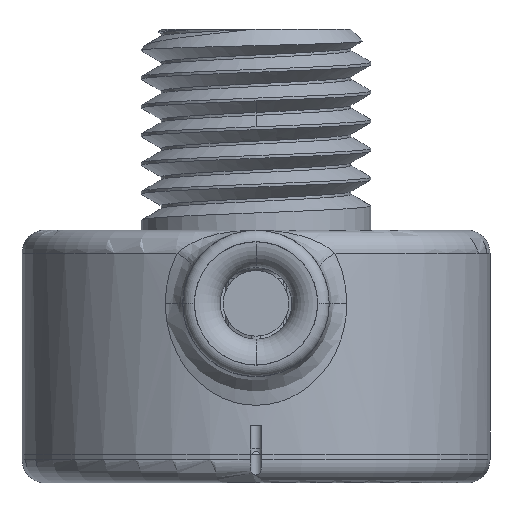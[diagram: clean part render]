
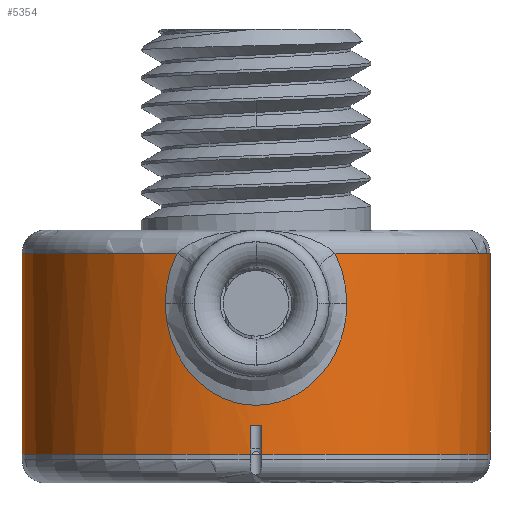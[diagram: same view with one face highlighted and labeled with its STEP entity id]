
A CAD part, front view. The second image highlights one B-rep face of the part: STEP entity #5354.
In plain terms, the highlighted cylindrical face has radius 8.15 mm (diameter 16.3 mm), a partial arc.
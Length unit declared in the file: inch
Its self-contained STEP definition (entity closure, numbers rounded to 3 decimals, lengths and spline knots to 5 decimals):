
#16=CARTESIAN_POINT('',(0.,0.,-0.30709));
#17=DIRECTION('',(0.,0.,1.));
#18=DIRECTION('',(0.338,-0.941,0.));
#19=AXIS2_PLACEMENT_3D('',#16,#17,#18);
#21=CARTESIAN_POINT('',(0.10831,-0.30203,
-0.30709));
#63=CARTESIAN_POINT('',(0.12449,-0.29573,
-0.37598));
#64=CARTESIAN_POINT('',(0.12449,-0.29573,
-0.37259));
#65=CARTESIAN_POINT('',(0.12427,-0.29582,
-0.36582));
#66=CARTESIAN_POINT('',(0.12328,-0.29624,
-0.35566));
#67=CARTESIAN_POINT('',(0.12162,-0.29693,
-0.34556));
#68=CARTESIAN_POINT('',(0.1193,-0.29787,
-0.33559));
#69=CARTESIAN_POINT('',(0.11631,-0.29905,
-0.3258));
#70=CARTESIAN_POINT('',(0.11267,-0.30044,
-0.31625));
#71=CARTESIAN_POINT('',(0.10984,-0.30149,
-0.31011));
#72=CARTESIAN_POINT('',(0.10831,-0.30203,
-0.30709));
#90=CARTESIAN_POINT('',(0.,0.,-0.58268));
#91=DIRECTION('',(0.,0.,-1.));
#92=DIRECTION('',(-0.025,-1.,0.));
#93=AXIS2_PLACEMENT_3D('',#90,#91,#92);
#95=DIRECTION('',(0.,0.,1.));
#96=VECTOR('',#95,0.27559);
#97=CARTESIAN_POINT('',(-0.32087,0.,-0.58268));
#98=LINE('',#97,#96);
#99=CARTESIAN_POINT('',(0.,0.,-0.58268));
#100=DIRECTION('',(0.,0.,-1.));
#101=DIRECTION('',(1.,0.,0.));
#102=AXIS2_PLACEMENT_3D('',#99,#100,#101);
#104=DIRECTION('',(0.,0.,1.));
#105=VECTOR('',#104,0.03937);
#106=CARTESIAN_POINT('',(0.00787,-0.32077,
-0.58268));
#107=LINE('',#106,#105);
#108=DIRECTION('',(0.,0.,1.));
#109=VECTOR('',#108,0.03937);
#110=CARTESIAN_POINT('',(-0.00787,-0.32077,
-0.58268));
#111=LINE('',#110,#109);
#120=DIRECTION('',(0.,0.,1.));
#121=VECTOR('',#120,0.27559);
#122=CARTESIAN_POINT('',(0.32087,0.,-0.58268));
#123=LINE('',#122,#121);
#268=CARTESIAN_POINT('',(0.,0.,-0.54331));
#269=DIRECTION('',(0.,0.,1.));
#270=DIRECTION('',(-0.025,-1.,0.));
#271=AXIS2_PLACEMENT_3D('',#268,#269,#270);
#363=CARTESIAN_POINT('',(0.,0.,-0.30709));
#364=DIRECTION('',(0.,0.,1.));
#365=DIRECTION('',(-1.,0.,0.));
#366=AXIS2_PLACEMENT_3D('',#363,#364,#365);
#468=CARTESIAN_POINT('',(-0.12449,-0.29573,
-0.37598));
#469=CARTESIAN_POINT('',(-0.12449,-0.29573,
-0.37948));
#470=CARTESIAN_POINT('',(-0.12426,-0.29583,
-0.38647));
#471=CARTESIAN_POINT('',(-0.1232,-0.29627,
-0.39696));
#472=CARTESIAN_POINT('',(-0.12143,-0.297,
-0.40737));
#473=CARTESIAN_POINT('',(-0.11895,-0.29801,
-0.41765));
#474=CARTESIAN_POINT('',(-0.11577,-0.29926,
-0.42773));
#475=CARTESIAN_POINT('',(-0.1119,-0.30073,
-0.43755));
#476=CARTESIAN_POINT('',(-0.10735,-0.30239,
-0.44703));
#477=CARTESIAN_POINT('',(-0.10217,-0.30418,
-0.45608));
#478=CARTESIAN_POINT('',(-0.0964,-0.30606,
-0.46463));
#479=CARTESIAN_POINT('',(-0.09011,-0.30798,
-0.47261));
#480=CARTESIAN_POINT('',(-0.08336,-0.30988,
-0.47996));
#481=CARTESIAN_POINT('',(-0.07624,-0.31171,
-0.48664));
#482=CARTESIAN_POINT('',(-0.0688,-0.31344,
-0.49262));
#483=CARTESIAN_POINT('',(-0.06111,-0.31503,
-0.49789));
#484=CARTESIAN_POINT('',(-0.05324,-0.31645,
-0.50245));
#485=CARTESIAN_POINT('',(-0.04522,-0.3177,
-0.50632));
#486=CARTESIAN_POINT('',(-0.03711,-0.31875,
-0.50951));
#487=CARTESIAN_POINT('',(-0.02892,-0.3196,
-0.51203));
#488=CARTESIAN_POINT('',(-0.02069,-0.32023,
-0.51391));
#489=CARTESIAN_POINT('',(-0.01243,-0.32066,
-0.51515));
#490=CARTESIAN_POINT('',(-0.00415,-0.32087,
-0.51577));
#491=CARTESIAN_POINT('',(0.00413,-0.32088,
-0.51577));
#492=CARTESIAN_POINT('',(0.01241,-0.32066,
-0.51516));
#493=CARTESIAN_POINT('',(0.02068,-0.32023,
-0.51391));
#494=CARTESIAN_POINT('',(0.02891,-0.3196,
-0.51204));
#495=CARTESIAN_POINT('',(0.0371,-0.31875,
-0.50951));
#496=CARTESIAN_POINT('',(0.04521,-0.3177,
-0.50632));
#497=CARTESIAN_POINT('',(0.05323,-0.31645,
-0.50246));
#498=CARTESIAN_POINT('',(0.0611,-0.31503,
-0.49789));
#499=CARTESIAN_POINT('',(0.06879,-0.31344,
-0.49262));
#500=CARTESIAN_POINT('',(0.07623,-0.31171,
-0.48664));
#501=CARTESIAN_POINT('',(0.08336,-0.30988,
-0.47997));
#502=CARTESIAN_POINT('',(0.09011,-0.30798,
-0.47262));
#503=CARTESIAN_POINT('',(0.0964,-0.30607,
-0.46464));
#504=CARTESIAN_POINT('',(0.10216,-0.30419,
-0.45609));
#505=CARTESIAN_POINT('',(0.10735,-0.30239,
-0.44703));
#506=CARTESIAN_POINT('',(0.11189,-0.30074,
-0.43756));
#507=CARTESIAN_POINT('',(0.11577,-0.29926,
-0.42774));
#508=CARTESIAN_POINT('',(0.11895,-0.29801,
-0.41766));
#509=CARTESIAN_POINT('',(0.12143,-0.297,
-0.40738));
#510=CARTESIAN_POINT('',(0.1232,-0.29627,
-0.39696));
#511=CARTESIAN_POINT('',(0.12426,-0.29583,
-0.38647));
#512=CARTESIAN_POINT('',(0.12449,-0.29573,
-0.37948));
#513=CARTESIAN_POINT('',(0.12449,-0.29573,
-0.37598));
#565=CARTESIAN_POINT('',(-0.10831,-0.30203,
-0.30709));
#566=CARTESIAN_POINT('',(-0.10984,-0.30149,
-0.31011));
#567=CARTESIAN_POINT('',(-0.11267,-0.30044,
-0.31625));
#568=CARTESIAN_POINT('',(-0.11631,-0.29905,
-0.3258));
#569=CARTESIAN_POINT('',(-0.11929,-0.29787,
-0.33559));
#570=CARTESIAN_POINT('',(-0.12162,-0.29693,
-0.34556));
#571=CARTESIAN_POINT('',(-0.12328,-0.29624,
-0.35565));
#572=CARTESIAN_POINT('',(-0.12427,-0.29582,
-0.36582));
#573=CARTESIAN_POINT('',(-0.12449,-0.29573,
-0.37259));
#574=CARTESIAN_POINT('',(-0.12449,-0.29573,
-0.37598));
#4713=CARTESIAN_POINT('',(0.32087,0.,-0.30709));
#4714=CARTESIAN_POINT('',(-0.32087,0.,-0.30709));
#4715=VERTEX_POINT('',#4713);
#4716=VERTEX_POINT('',#4714);
#4719=VERTEX_POINT('',#21);
#4722=VERTEX_POINT('',#63);
#4724=VERTEX_POINT('',#468);
#4726=VERTEX_POINT('',#565);
#4895=CARTESIAN_POINT('',(-0.00787,-0.32077,
-0.54331));
#4896=CARTESIAN_POINT('',(0.00787,-0.32077,
-0.54331));
#4897=VERTEX_POINT('',#4895);
#4898=VERTEX_POINT('',#4896);
#5086=CARTESIAN_POINT('',(-0.00787,-0.32077,
-0.58268));
#5087=CARTESIAN_POINT('',(-0.32087,0.,-0.58268));
#5088=VERTEX_POINT('',#5086);
#5089=VERTEX_POINT('',#5087);
#5090=CARTESIAN_POINT('',(0.32087,0.,-0.58268));
#5091=CARTESIAN_POINT('',(0.00787,-0.32077,
-0.58268));
#5092=VERTEX_POINT('',#5090);
#5093=VERTEX_POINT('',#5091);
#5325=CARTESIAN_POINT('',(0.,0.,-0.58268));
#5326=DIRECTION('',(0.,0.,1.));
#5327=DIRECTION('',(1.,0.,0.));
#5328=AXIS2_PLACEMENT_3D('',#5325,#5326,#5327);
#5329=CYLINDRICAL_SURFACE('',#5328,0.32087);
#5331=ORIENTED_EDGE('',*,*,#5330,.T.);
#5333=ORIENTED_EDGE('',*,*,#5332,.T.);
#5335=ORIENTED_EDGE('',*,*,#5334,.T.);
#5337=ORIENTED_EDGE('',*,*,#5336,.T.);
#5339=ORIENTED_EDGE('',*,*,#5338,.T.);
#5340=ORIENTED_EDGE('',*,*,#5315,.T.);
#5341=ORIENTED_EDGE('',*,*,#5208,.T.);
#5343=ORIENTED_EDGE('',*,*,#5342,.F.);
#5345=ORIENTED_EDGE('',*,*,#5344,.T.);
#5347=ORIENTED_EDGE('',*,*,#5346,.T.);
#5349=ORIENTED_EDGE('',*,*,#5348,.F.);
#5351=ORIENTED_EDGE('',*,*,#5350,.F.);
#5352=EDGE_LOOP('',(#5331,#5333,#5335,#5337,#5339,#5340,#5341,#5343,#5345,#5347,
#5349,#5351));
#5353=FACE_OUTER_BOUND('',#5352,.F.);
#5354=ADVANCED_FACE('',(#5353),#5329,.T.);
#20=CIRCLE('',#19,0.32087);
#73=B_SPLINE_CURVE_WITH_KNOTS('',3,(#63,#64,#65,#66,#67,#68,#69,#70,#71,#72),
.UNSPECIFIED.,.F.,.F.,(4,1,1,1,1,1,1,4),(0.,0.14286,
0.28571,0.42857,0.57143,0.71429,
0.85714,1.),.UNSPECIFIED.);
#94=CIRCLE('',#93,0.32087);
#103=CIRCLE('',#102,0.32087);
#272=CIRCLE('',#271,0.32087);
#367=CIRCLE('',#366,0.32087);
#514=B_SPLINE_CURVE_WITH_KNOTS('',3,(#468,#469,#470,#471,#472,#473,#474,#475,
#476,#477,#478,#479,#480,#481,#482,#483,#484,#485,#486,#487,#488,#489,#490,#491,
#492,#493,#494,#495,#496,#497,#498,#499,#500,#501,#502,#503,#504,#505,#506,#507,
#508,#509,#510,#511,#512,#513),.UNSPECIFIED.,.F.,.F.,(4,1,1,1,1,1,1,1,1,1,1,1,1,
1,1,1,1,1,1,1,1,1,1,1,1,1,1,1,1,1,1,1,1,1,1,1,1,1,1,1,1,1,1,4),(0.,
0.02326,0.04651,0.06977,0.09302,
0.11628,0.13953,0.16279,0.18605,
0.2093,0.23256,0.25581,0.27907,
0.30233,0.32558,0.34884,0.37209,
0.39535,0.4186,0.44186,0.46512,
0.48837,0.51163,0.53488,0.55814,
0.5814,0.60465,0.62791,0.65116,
0.67442,0.69767,0.72093,0.74419,
0.76744,0.7907,0.81395,0.83721,
0.86047,0.88372,0.90698,0.93023,
0.95349,0.97674,1.),.UNSPECIFIED.);
#575=B_SPLINE_CURVE_WITH_KNOTS('',3,(#565,#566,#567,#568,#569,#570,#571,#572,
#573,#574),.UNSPECIFIED.,.F.,.F.,(4,1,1,1,1,1,1,4),(0.,0.14286,
0.28571,0.42857,0.57143,0.71429,
0.85714,1.),.UNSPECIFIED.);
#5208=EDGE_CURVE('',#4719,#4715,#20,.T.);
#5315=EDGE_CURVE('',#4722,#4719,#73,.T.);
#5330=EDGE_CURVE('',#5088,#5089,#94,.T.);
#5332=EDGE_CURVE('',#5089,#4716,#98,.T.);
#5334=EDGE_CURVE('',#4716,#4726,#367,.T.);
#5336=EDGE_CURVE('',#4726,#4724,#575,.T.);
#5338=EDGE_CURVE('',#4724,#4722,#514,.T.);
#5342=EDGE_CURVE('',#5092,#4715,#123,.T.);
#5344=EDGE_CURVE('',#5092,#5093,#103,.T.);
#5346=EDGE_CURVE('',#5093,#4898,#107,.T.);
#5348=EDGE_CURVE('',#4897,#4898,#272,.T.);
#5350=EDGE_CURVE('',#5088,#4897,#111,.T.);
